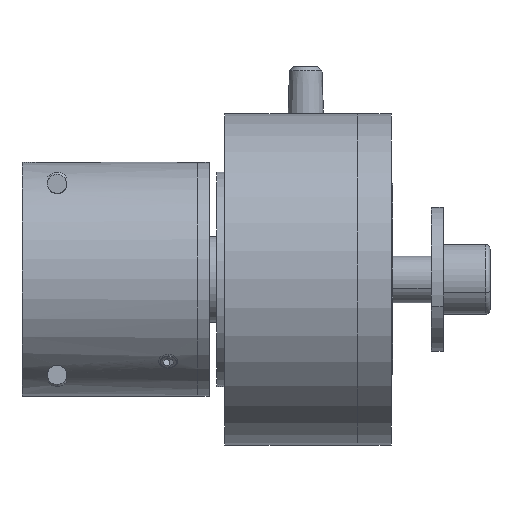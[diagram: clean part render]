
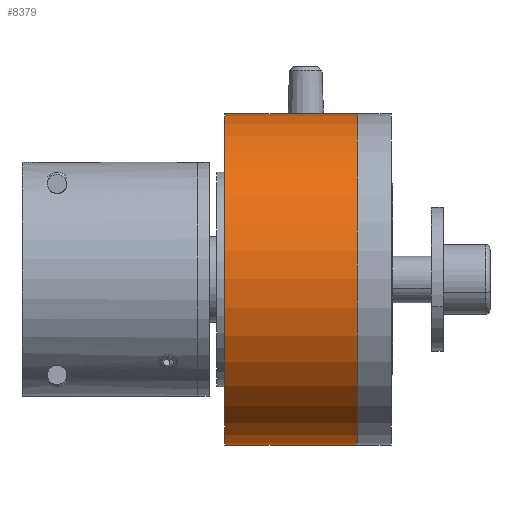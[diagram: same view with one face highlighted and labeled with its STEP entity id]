
A CAD part, front view. The second image highlights one B-rep face of the part: STEP entity #8379.
In plain terms, the highlighted cylindrical face has radius 42.5 mm (diameter 85 mm), a partial arc.
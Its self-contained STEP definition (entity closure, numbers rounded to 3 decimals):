
#138 = CARTESIAN_POINT ( 'NONE',  ( -39.259, 0., 0. ) ) ;
#272 = AXIS2_PLACEMENT_3D ( 'NONE', #16501, #16360, #8415 ) ;
#1564 = CYLINDRICAL_SURFACE ( 'NONE', #4652, 42.5 ) ;
#2057 = ORIENTED_EDGE ( 'NONE', *, *, #16043, .F. ) ;
#2242 = DIRECTION ( 'NONE',  ( -1., 0., 0. ) ) ;
#2395 = EDGE_CURVE ( 'NONE', #9118, #19439, #10173, .T. ) ;
#2478 = ORIENTED_EDGE ( 'NONE', *, *, #2395, .F. ) ;
#2622 = CARTESIAN_POINT ( 'NONE',  ( 36.8, 0., 42.5 ) ) ;
#2634 = VECTOR ( 'NONE', #3620, 1000. ) ;
#3620 = DIRECTION ( 'NONE',  ( -1., 0., 0. ) ) ;
#4081 = CARTESIAN_POINT ( 'NONE',  ( 36.8, 0., -42.5 ) ) ;
#4373 = ORIENTED_EDGE ( 'NONE', *, *, #15254, .T. ) ;
#4463 = EDGE_LOOP ( 'NONE', ( #2478, #19313, #4373, #2057 ) ) ;
#4652 = AXIS2_PLACEMENT_3D ( 'NONE', #138, #2242, #14974 ) ;
#4676 = CARTESIAN_POINT ( 'NONE',  ( 2.8, 0., -42.5 ) ) ;
#4808 = FACE_OUTER_BOUND ( 'NONE', #4463, .T. ) ;
#6904 = CARTESIAN_POINT ( 'NONE',  ( 2.8, 0., 0. ) ) ;
#8379 = ADVANCED_FACE ( 'NONE', ( #4808 ), #1564, .T. ) ;
#8415 = DIRECTION ( 'NONE',  ( 0., 0., 1. ) ) ;
#9057 = VERTEX_POINT ( 'NONE', #2622 ) ;
#9096 = CIRCLE ( 'NONE', #11640, 42.5 ) ;
#9118 = VERTEX_POINT ( 'NONE', #4081 ) ;
#10173 = LINE ( 'NONE', #13014, #2634 ) ;
#10472 = CARTESIAN_POINT ( 'NONE',  ( 2.8, 0., 42.5 ) ) ;
#11597 = DIRECTION ( 'NONE',  ( -1., 0., 0. ) ) ;
#11640 = AXIS2_PLACEMENT_3D ( 'NONE', #6904, #11597, #18105 ) ;
#13014 = CARTESIAN_POINT ( 'NONE',  ( -39.259, 0., -42.5 ) ) ;
#14974 = DIRECTION ( 'NONE',  ( 0., 0., 1. ) ) ;
#15254 = EDGE_CURVE ( 'NONE', #9057, #16208, #16582, .T. ) ;
#16043 = EDGE_CURVE ( 'NONE', #19439, #16208, #9096, .T. ) ;
#16208 = VERTEX_POINT ( 'NONE', #10472 ) ;
#16360 = DIRECTION ( 'NONE',  ( -1., 0., 0. ) ) ;
#16501 = CARTESIAN_POINT ( 'NONE',  ( 36.8, 0., 0. ) ) ;
#16582 = LINE ( 'NONE', #18920, #20643 ) ;
#18105 = DIRECTION ( 'NONE',  ( 0., 0., 1. ) ) ;
#18920 = CARTESIAN_POINT ( 'NONE',  ( -39.259, 0., 42.5 ) ) ;
#18952 = CIRCLE ( 'NONE', #272, 42.5 ) ;
#19035 = EDGE_CURVE ( 'NONE', #9118, #9057, #18952, .T. ) ;
#19313 = ORIENTED_EDGE ( 'NONE', *, *, #19035, .T. ) ;
#19439 = VERTEX_POINT ( 'NONE', #4676 ) ;
#20554 = DIRECTION ( 'NONE',  ( -1., 0., 0. ) ) ;
#20643 = VECTOR ( 'NONE', #20554, 1000. ) ;
